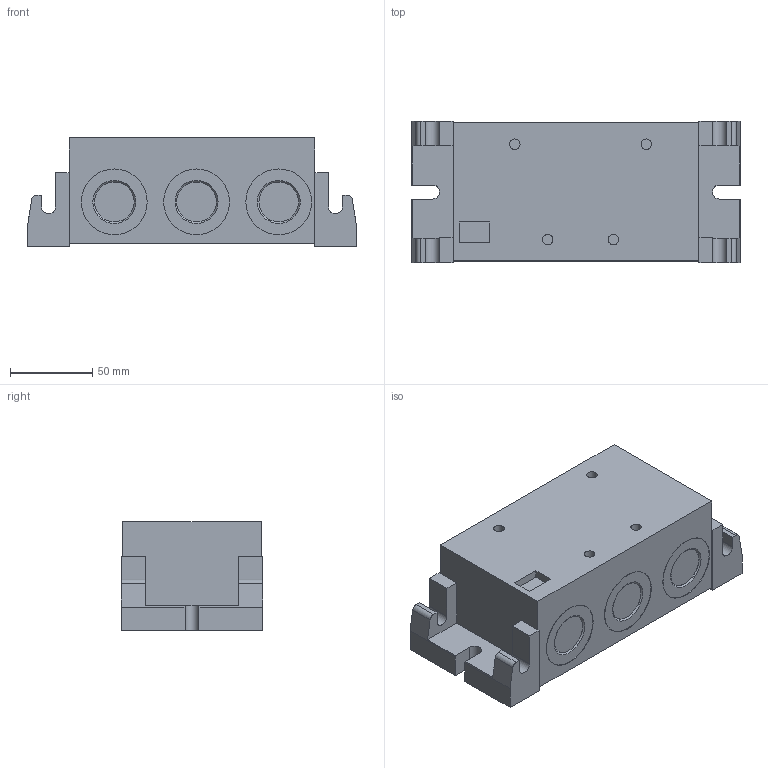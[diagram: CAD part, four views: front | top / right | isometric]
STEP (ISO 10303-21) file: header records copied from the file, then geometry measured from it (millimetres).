
FILE_DESCRIPTION(/* description */ (''),/* implementation_level */ '2;1');
FILE_NAME(/* name */ 'BF-4062.stp',/* time_stamp */ '2016-09-27T11:20:43+02:00',/* author */ ('Boceda'),/* organization */ (''),/* preprocessor_version */ 'ST-DEVELOPER v16.5',/* originating_system */ 'Autodesk Inventor 2017',/* authorisation */ '');
FILE_SCHEMA (('CONFIG_CONTROL_DESIGN'));
Length unit declared in the file: millimetre
Products named in the file (1): BF-4062
Bounding box: 199.5 x 86 x 66 mm (x, y, z)
Volume: 836946.2 mm3; surface area: 81735.4 mm2
Topology: 1 solids, 1 shells, 129 faces, 280 edges, 182 vertices
Faces by surface type: plane 81, cylinder 38, cone 10
Full cylindrical faces by diameter (mm): 6.4 x4, 8.8 x4, 24.12 x10, 40 x10
Entity records: 3348 total; most frequent: DIRECTION 588, CARTESIAN_POINT 554, ORIENTED_EDGE 484, EDGE_CURVE 242, AXIS2_PLACEMENT_3D 216, EDGE_LOOP 196, VERTEX_POINT 182, LINE 156
